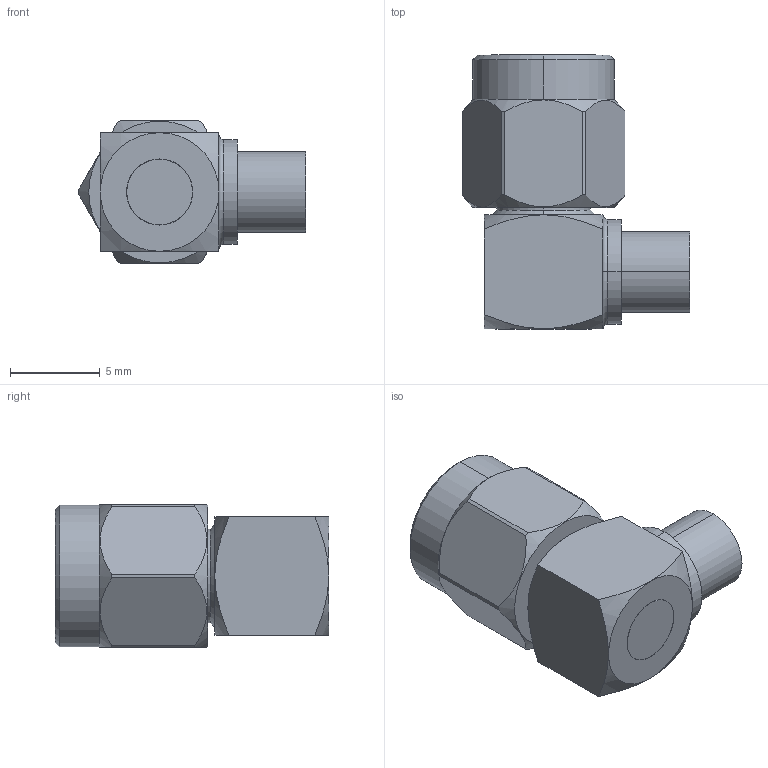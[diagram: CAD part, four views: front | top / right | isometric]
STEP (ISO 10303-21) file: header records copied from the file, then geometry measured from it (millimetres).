
FILE_DESCRIPTION (( 'STEP AP203' ), '1' );
FILE_NAME ('PE44692.step', '2019-05-02T23:15:32', ( '' ), ( '' ), 'SwSTEP 2.0', 'SolidWorks 2018', '' );
FILE_SCHEMA (( 'CONFIG_CONTROL_DESIGN' ));
Length unit declared in the file: inch
Products named in the file (1): PE44692
Bounding box: 12.65 x 15.24 x 7.94 mm (x, y, z)
Volume: 660.6 mm3; surface area: 862.8 mm2
Topology: 3 solids, 3 shells, 218 faces, 583 edges, 379 vertices
Faces by surface type: plane 145, cylinder 39, cone 27, torus 4, bspline 3
Entity records: 7971 total; most frequent: CARTESIAN_POINT 2548, ORIENTED_EDGE 1162, DIRECTION 1035, EDGE_CURVE 581, VECTOR 427, LINE 427, VERTEX_POINT 379, AXIS2_PLACEMENT_3D 304
